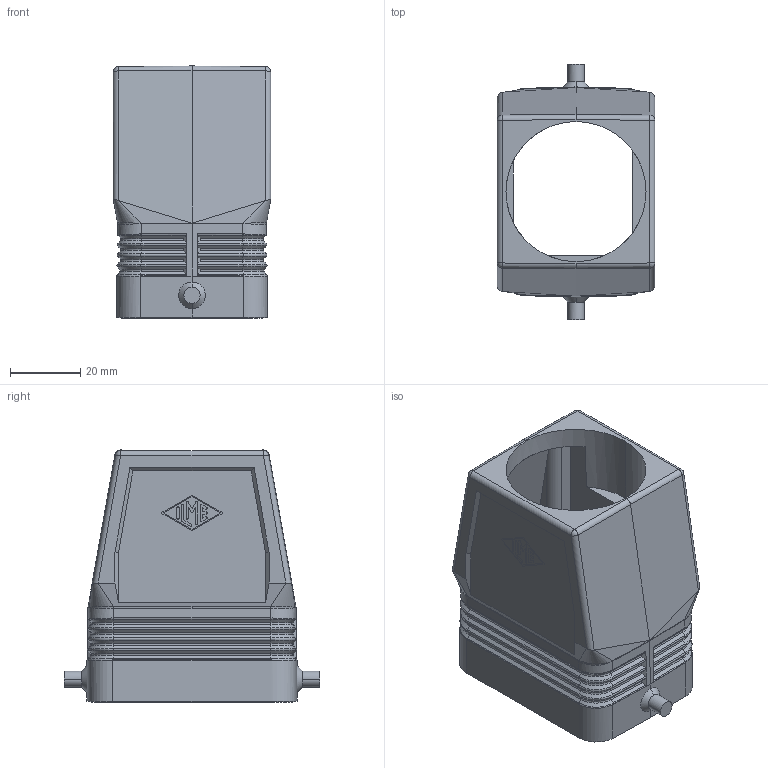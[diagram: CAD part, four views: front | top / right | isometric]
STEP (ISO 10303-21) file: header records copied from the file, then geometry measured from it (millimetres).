
FILE_DESCRIPTION(('Creo Elements/Direct Modeling STEP Export'),'2;1');
FILE_NAME('0ln7uvk49a5lna34008','2017-02-20T11:22:58',(''),(''),'PTC Creo Elements/Direct Modeling STEP processor for AP214 (Solid Model)','PTC Creo Elements/Direct Modeling 19.0E 27-Jun-2016 (C) Parametric Technology GmbH','');
FILE_SCHEMA(('AUTOMOTIVE_DESIGN { 1 0 10303 214 1 1 1 1 }'));
Length unit declared in the file: millimetre
Products named in the file (2): MFVE_06_L40M
Assembly tree (1 placements, depth 2):
  MFVE_06_L40M
    MFVE_06_L40M
Bounding box: 45 x 73 x 72 mm (x, y, z)
Volume: 53312.9 mm3; surface area: 27902.2 mm2
Topology: 1 solids, 1 shells, 385 faces, 959 edges, 572 vertices
Faces by surface type: plane 159, bspline 120, cylinder 102, sphere 4
Entity records: 25580 total; most frequent: CARTESIAN_POINT 14699, ORIENTED_EDGE 1894, DIRECTION 1247, EDGE_CURVE 947, VERTEX_POINT 572, VECTOR 465, LINE 465, EDGE_LOOP 395
